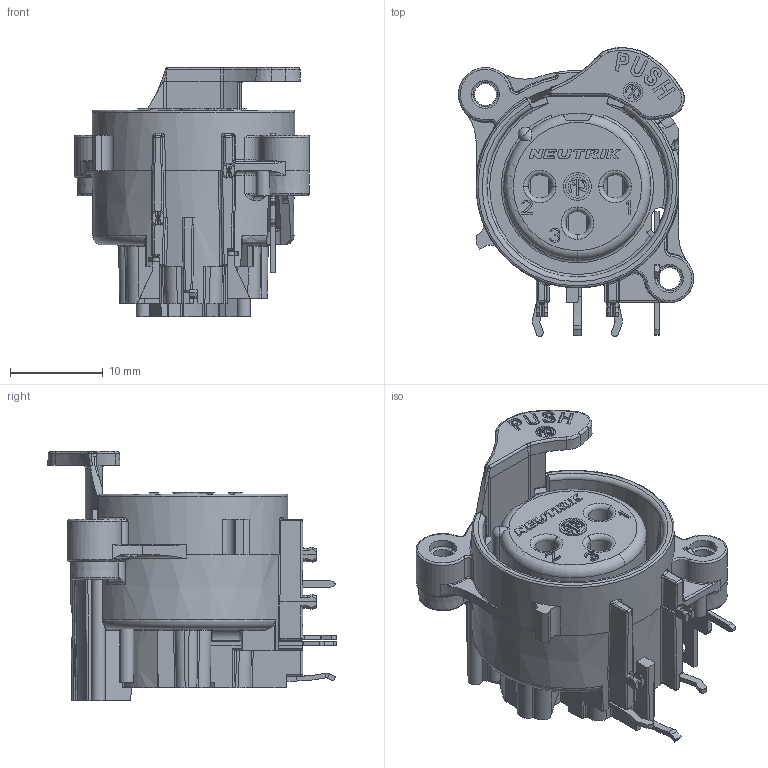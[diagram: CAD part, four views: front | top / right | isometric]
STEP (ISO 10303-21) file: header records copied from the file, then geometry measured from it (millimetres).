
FILE_DESCRIPTION((''),'2;1');
FILE_NAME('30010750','2023-07-04T08:38:59',('SYSTEM'),(''),'CREO PARAMETRIC BY PTC INC, 2021184','CREO PARAMETRIC BY PTC INC, 2021184','');
FILE_SCHEMA(('CONFIG_CONTROL_DESIGN'));
Length unit declared in the file: millimetre
Products named in the file (1): 30010750
Bounding box: 25.3 x 31.04 x 26.8 mm (x, y, z)
Volume: 6072.1 mm3; surface area: 5179.1 mm2
Topology: 1 solids, 1 shells, 1406 faces, 3797 edges, 2422 vertices
Faces by surface type: plane 694, cylinder 309, bspline 167, torus 105, cone 56, extrusion 52, sphere 22, revolution 1
Entity records: 50343 total; most frequent: CARTESIAN_POINT 16444, ORIENTED_EDGE 7592, DIRECTION 6344, EDGE_CURVE 3796, VERTEX_POINT 2422, VECTOR 2183, LINE 2131, AXIS2_PLACEMENT_3D 2080
